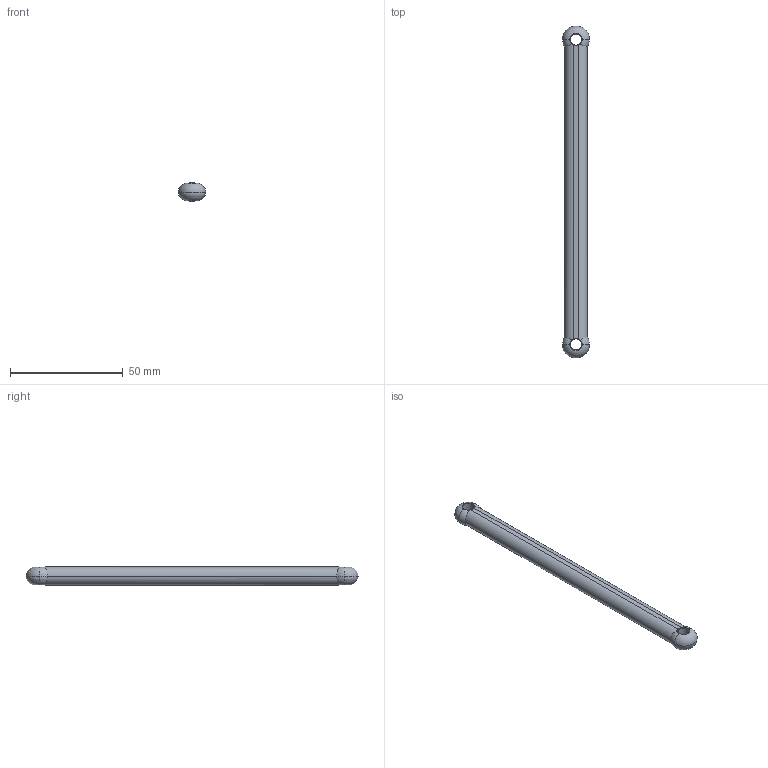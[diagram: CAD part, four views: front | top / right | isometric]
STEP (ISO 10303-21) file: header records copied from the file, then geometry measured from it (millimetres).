
FILE_DESCRIPTION (( 'STEP AP203' ), '1' );
FILE_NAME ('C粣蟀裝.S', '2023-10-12T21:24:47', ( '' ), ( '' ), 'SwSTEP 2.0', 'SolidWorks 2021', '' );
FILE_SCHEMA (( 'CONFIG_CONTROL_DESIGN' ));
Length unit declared in the file: millimetre
Products named in the file (1): C�����@�Y
Bounding box: 12 x 147 x 8 mm (x, y, z)
Volume: 9380.2 mm3; surface area: 4499.2 mm2
Topology: 1 solids, 1 shells, 30 faces, 72 edges, 40 vertices
Faces by surface type: torus 12, cone 8, cylinder 8, plane 2
Entity records: 1091 total; most frequent: CARTESIAN_POINT 319, DIRECTION 156, ORIENTED_EDGE 144, EDGE_CURVE 72, AXIS2_PLACEMENT_3D 69, VERTEX_POINT 40, CIRCLE 38, FACE_OUTER_BOUND 30
